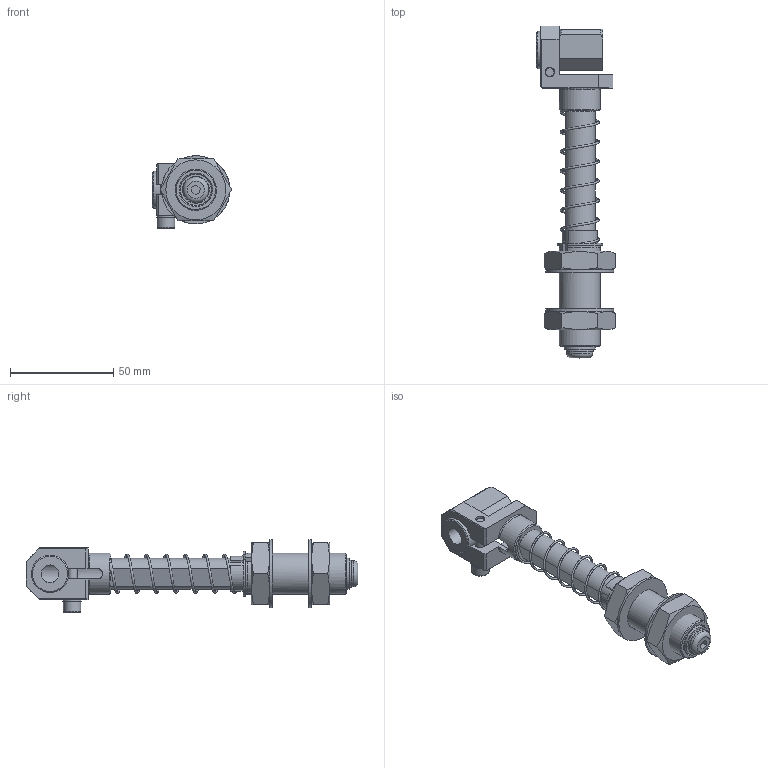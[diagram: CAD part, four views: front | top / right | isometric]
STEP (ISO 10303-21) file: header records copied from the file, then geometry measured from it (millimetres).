
FILE_DESCRIPTION(('STEP AP214'),'1');
FILE_NAME('CA.GGVG.20141850.stp','2018-02-21T07:58:57',(' '),(' '),'Spatial InterOp 3D',' ',' ');
FILE_SCHEMA(('AUTOMOTIVE_DESIGN { 1 0 10303 214 1 1 1 1 }'));
Length unit declared in the file: millimetre
Products named in the file (13): R.8.SCH; V.TBCE8X12.BUTT; GGB.20.14.18; R.5.SCH; V.TCE5x25; SSN.20251418.1; M.19X100; GGVG.20.2; 05.02.001.06; R.20.SCH; R.8 - Da Eliminare; GGVE.20.50
Assembly tree (14 placements, depth 2):
  (unnamed)
    R.8.SCH
    V.TBCE8X12.BUTT
    GGB.20.14.18
    R.5.SCH
    V.TCE5x25
    SSN.20251418.1
    M.19X100
    GGVG.20.2
    05.02.001.06  x2
    R.20.SCH  x2
    R.8 - Da Eliminare
    GGVE.20.50
Bounding box: 38.34 x 160.6 x 35.09 mm (x, y, z)
Volume: 50562.3 mm3; surface area: 33982.7 mm2
Topology: 13 solids, 14 shells, 360 faces, 977 edges, 643 vertices
Faces by surface type: plane 283, cylinder 48, cone 20, torus 8, bspline 1
Full cylindrical faces by diameter (mm): 4.5 x1, 5 x1, 5.2 x1, 5.3 x1, 6.8 x2, 7.5 x1, 8 x1, 8.3 x1, 8.5 x2, 8.566 x2, 8.8 x2, 9 x1, 9.728 x1, 11.445 x2, 12.5 x1, 13 x1, 15 x2, 15.2 x1, 16 x1, 17.95 x2, 18.376 x2, 20 x2, 21 x2, 33 x2
Entity records: 15163 total; most frequent: CARTESIAN_POINT 3482, DIRECTION 1838, ORIENTED_EDGE 1738, EDGE_CURVE 869, AXIS2_PLACEMENT_3D 648, VERTEX_POINT 604, LINE 542, VECTOR 542
